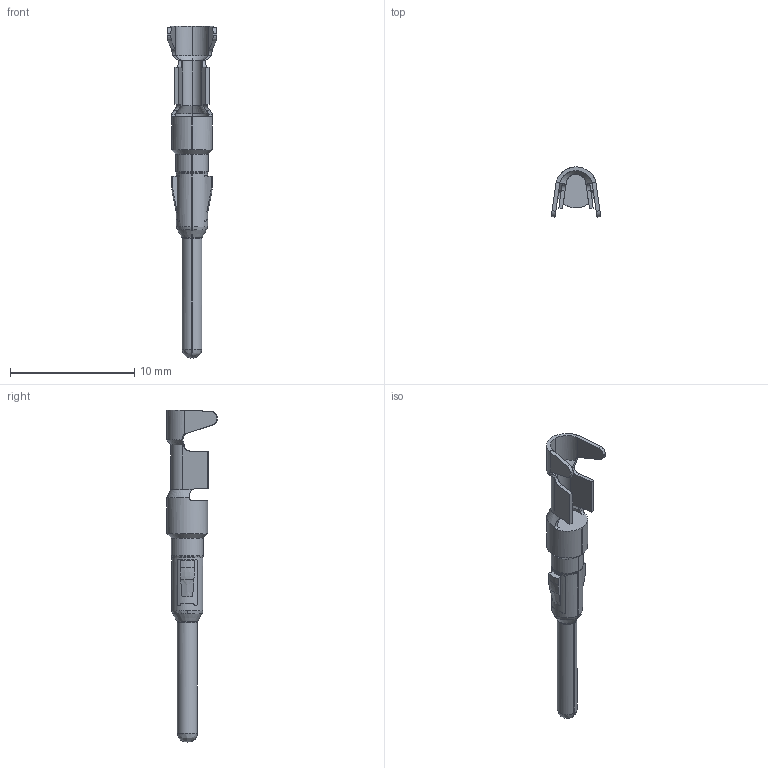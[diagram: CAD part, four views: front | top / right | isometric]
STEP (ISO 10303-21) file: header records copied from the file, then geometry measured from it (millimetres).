
FILE_DESCRIPTION(/* description */ (''),/* implementation_level */ '2;1');
FILE_NAME(/* name */ 'n 01 016 0002 x.stp',/* time_stamp */ '2017-11-13T10:50:21+01:00',/* author */ (''),/* organization */ (''),/* preprocessor_version */ 'ST-DEVELOPER v16',/* originating_system */ 'SIEMENS PLM Software NX 11.0',/* authorisation */ '');
FILE_SCHEMA (('AP203_CONFIGURATION_CONTROLLED_3D_DESIGN_OF_MECHANICAL_PARTS_AND_ASSEMBLIES_MIM_LF { 1 0 10303 403 2 1 2}'));
Length unit declared in the file: millimetre
Products named in the file (1): 13245nxs001-01
Bounding box: 3.98 x 4.04 x 26.7 mm (x, y, z)
Volume: 91.5 mm3; surface area: 249.4 mm2
Topology: 1 solids, 1 shells, 108 faces, 313 edges, 211 vertices
Faces by surface type: cylinder 36, plane 31, bspline 24, cone 8, revolution 5, torus 4
Entity records: 6051 total; most frequent: CARTESIAN_POINT 3274, ORIENTED_EDGE 630, EDGE_CURVE 315, DIRECTION 305, VERTEX_POINT 213, B_SPLINE_CURVE_WITH_KNOTS 184, AXIS2_PLACEMENT_3D 127, EDGE_LOOP 112
